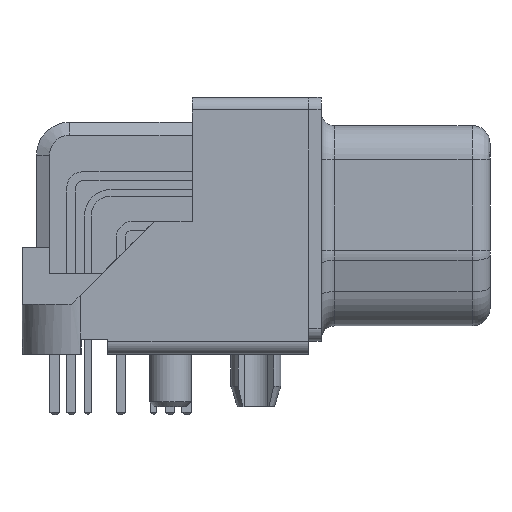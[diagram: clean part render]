
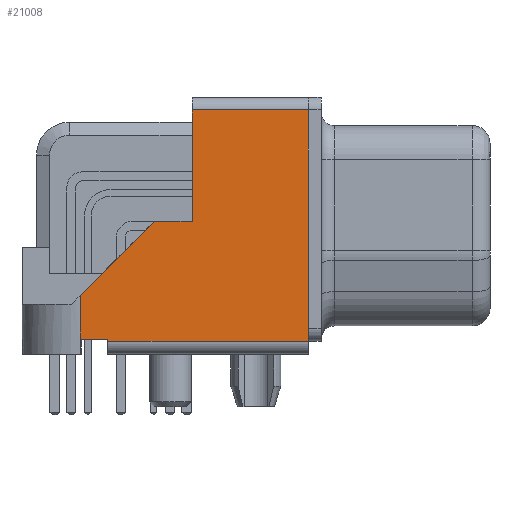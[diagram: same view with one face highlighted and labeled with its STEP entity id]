
A CAD part, left-side view. The second image highlights one B-rep face of the part: STEP entity #21008.
In plain terms, the highlighted planar face has unit normal (-1, 0, 0).
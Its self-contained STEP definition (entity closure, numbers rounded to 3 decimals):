
#13=DIRECTION('',(0.,0.,1.));
#5924=VECTOR('',#5925,1.);
#5925=DIRECTION('',(0.,0.,-1.));
#5969=DIRECTION('',(0.,1.,0.));
#5987=VECTOR('',#5969,1.);
#7046=VECTOR('',#13,1.);
#7239=DIRECTION('',(-1.,0.,0.));
#11224=VERTEX_POINT('',#11225);
#11225=CARTESIAN_POINT('',(-8.89,-0.34,0.));
#11241=VERTEX_POINT('',#11242);
#11242=CARTESIAN_POINT('',(-8.89,-0.34,2.26));
#11246=ORIENTED_EDGE('',*,*,#11247,.F.);
#11247=EDGE_CURVE('',#11224,#11241,#11248,.T.);
#11248=LINE('',#11225,#7046);
#11271=VERTEX_POINT('',#11272);
#11272=CARTESIAN_POINT('',(-8.89,-0.39,0.56));
#11274=ORIENTED_EDGE('',*,*,#11275,.F.);
#11275=EDGE_CURVE('',#11276,#11271,#11278,.T.);
#11276=VERTEX_POINT('',#11277);
#11277=CARTESIAN_POINT('',(-8.89,-1.41,0.56));
#11278=LINE('',#11277,#5987);
#17867=DIRECTION('',(0.,-0.707,0.707));
#17876=VECTOR('',#17867,1.);
#20971=ORIENTED_EDGE('',*,*,#20972,.F.);
#20972=EDGE_CURVE('',#11241,#20973,#20975,.T.);
#20973=VERTEX_POINT('',#20974);
#20974=CARTESIAN_POINT('',(-8.89,-3.2,5.12));
#20975=LINE('',#20976,#17876);
#20976=CARTESIAN_POINT('',(-8.89,0.,1.92));
#20999=ORIENTED_EDGE('',*,*,#21000,.F.);
#21000=EDGE_CURVE('',#21001,#11224,#21003,.T.);
#21001=VERTEX_POINT('',#21002);
#21002=CARTESIAN_POINT('',(-8.89,-0.39,0.));
#21003=LINE('',#21004,#5987);
#21004=CARTESIAN_POINT('',(-8.89,-9.13,0.));
#21008=ADVANCED_FACE('',(#21009),#21048,.T.);
#21009=FACE_BOUND('',#21010,.T.);
#21010=EDGE_LOOP('',(#21011,#21017,#21022,#21027,#21031,#21036,#21042,    #20971,#11246,#20999,#21045,#11274));
#21011=ORIENTED_EDGE('',*,*,#21012,.F.);
#21012=EDGE_CURVE('',#21013,#11276,#21015,.T.);
#21013=VERTEX_POINT('',#21014);
#21014=CARTESIAN_POINT('',(-8.89,-1.41,0.5));
#21015=LINE('',#21016,#7046);
#21016=CARTESIAN_POINT('',(-8.89,-1.41,0.));
#21017=ORIENTED_EDGE('',*,*,#21018,.F.);
#21018=EDGE_CURVE('',#21019,#21013,#21021,.T.);
#21019=VERTEX_POINT('',#21020);
#21020=CARTESIAN_POINT('',(-8.89,-9.13,0.5));
#21021=LINE('',#21020,#5987);
#21022=ORIENTED_EDGE('',*,*,#21023,.T.);
#21023=EDGE_CURVE('',#21019,#21024,#21026,.T.);
#21024=VERTEX_POINT('',#21025);
#21025=CARTESIAN_POINT('',(-8.89,-9.13,1.01));
#21026=LINE('',#21004,#7046);
#21027=ORIENTED_EDGE('',*,*,#21028,.T.);
#21028=EDGE_CURVE('',#21024,#21029,#21026,.T.);
#21029=VERTEX_POINT('',#21030);
#21030=CARTESIAN_POINT('',(-8.89,-9.13,9.41));
#21031=ORIENTED_EDGE('',*,*,#21032,.T.);
#21032=EDGE_CURVE('',#21029,#21033,#21035,.T.);
#21033=VERTEX_POINT('',#21034);
#21034=CARTESIAN_POINT('',(-8.89,-4.66,9.41));
#21035=LINE('',#21030,#5987);
#21036=ORIENTED_EDGE('',*,*,#21037,.T.);
#21037=EDGE_CURVE('',#21033,#21038,#21040,.T.);
#21038=VERTEX_POINT('',#21039);
#21039=CARTESIAN_POINT('',(-8.89,-4.66,5.12));
#21040=LINE('',#21041,#5924);
#21041=CARTESIAN_POINT('',(-8.89,-4.66,9.91));
#21042=ORIENTED_EDGE('',*,*,#21043,.T.);
#21043=EDGE_CURVE('',#21038,#20973,#21044,.T.);
#21044=LINE('',#21039,#5987);
#21045=ORIENTED_EDGE('',*,*,#21046,.T.);
#21046=EDGE_CURVE('',#21001,#11271,#21047,.T.);
#21047=LINE('',#21002,#7046);
#21048=PLANE('',#21049);
#21049=AXIS2_PLACEMENT_3D('',#21004,#7239,#5969);
